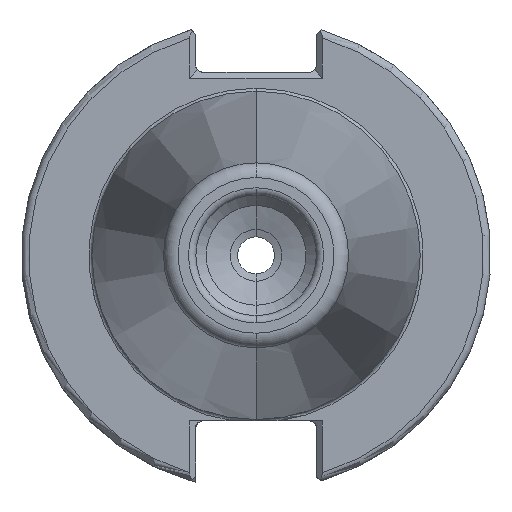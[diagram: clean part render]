
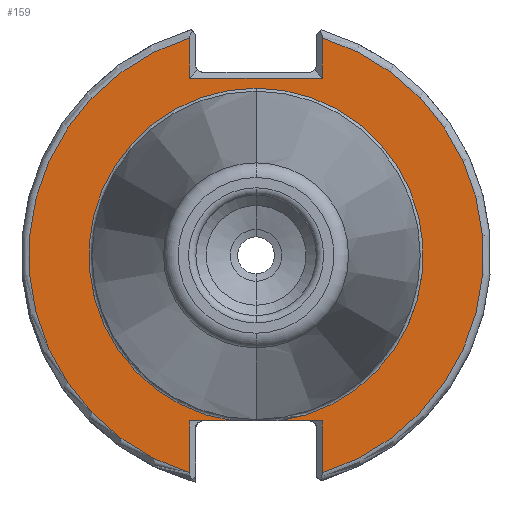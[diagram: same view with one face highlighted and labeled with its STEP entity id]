
A CAD part, left-side view. The second image highlights one B-rep face of the part: STEP entity #159.
In plain terms, the highlighted planar face has unit normal (-1, 0, 0).
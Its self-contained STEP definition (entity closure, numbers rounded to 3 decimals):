
#43 = EDGE_CURVE ( 'NONE', #4116, #123, #2148, .T. ) ;
#123 = VERTEX_POINT ( 'NONE', #4031 ) ;
#159 = ADVANCED_FACE ( 'NONE', ( #1948 ), #3289, .F. ) ;
#161 = ORIENTED_EDGE ( 'NONE', *, *, #2943, .T. ) ;
#175 = EDGE_LOOP ( 'NONE', ( #4014, #3634, #829, #4077, #878, #4488, #4185, #3975, #161, #982, #1633 ) ) ;
#280 = CARTESIAN_POINT ( 'NONE',  ( -76.82, -8.19, -22.41 ) ) ;
#310 = EDGE_CURVE ( 'NONE', #3205, #1534, #1727, .T. ) ;
#315 = AXIS2_PLACEMENT_3D ( 'NONE', #3370, #3356, #3331 ) ;
#390 = VERTEX_POINT ( 'NONE', #655 ) ;
#408 = CARTESIAN_POINT ( 'NONE',  ( -76.82, 0., 24. ) ) ;
#452 = AXIS2_PLACEMENT_3D ( 'NONE', #1876, #1872, #1866 ) ;
#634 = CARTESIAN_POINT ( 'NONE',  ( -76.82, -8.99, 29.433 ) ) ;
#655 = CARTESIAN_POINT ( 'NONE',  ( -76.82, 8.99, -22.41 ) ) ;
#676 = EDGE_CURVE ( 'NONE', #4116, #1310, #1106, .T. ) ;
#689 = CARTESIAN_POINT ( 'NONE',  ( -76.82, -8.99, -29.433 ) ) ;
#758 = EDGE_CURVE ( 'NONE', #4174, #1408, #929, .T. ) ;
#760 = EDGE_CURVE ( 'NONE', #1310, #1124, #935, .T. ) ;
#829 = ORIENTED_EDGE ( 'NONE', *, *, #1837, .T. ) ;
#847 = LINE ( 'NONE', #408, #4507 ) ;
#874 = DIRECTION ( 'NONE',  ( 0., 1., 0. ) ) ;
#878 = ORIENTED_EDGE ( 'NONE', *, *, #760, .F. ) ;
#888 = VECTOR ( 'NONE', #3564, 1000. ) ;
#925 = VECTOR ( 'NONE', #3395, 1000. ) ;
#929 = LINE ( 'NONE', #1426, #925 ) ;
#935 = CIRCLE ( 'NONE', #3537, 22.625 ) ;
#982 = ORIENTED_EDGE ( 'NONE', *, *, #310, .T. ) ;
#1085 = CARTESIAN_POINT ( 'NONE',  ( -76.82, -8.99, 0. ) ) ;
#1106 = CIRCLE ( 'NONE', #1942, 22.625 ) ;
#1107 = DIRECTION ( 'NONE',  ( 0., 0., -1. ) ) ;
#1124 = VERTEX_POINT ( 'NONE', #2855 ) ;
#1310 = VERTEX_POINT ( 'NONE', #1485 ) ;
#1324 = CIRCLE ( 'NONE', #315, 30.775 ) ;
#1408 = VERTEX_POINT ( 'NONE', #3969 ) ;
#1426 = CARTESIAN_POINT ( 'NONE',  ( -76.82, 8.99, 30.701 ) ) ;
#1462 = CARTESIAN_POINT ( 'NONE',  ( -76.82, -8.19, -22.41 ) ) ;
#1485 = CARTESIAN_POINT ( 'NONE',  ( -76.82, 0., 22.625 ) ) ;
#1500 = CARTESIAN_POINT ( 'NONE',  ( -76.82, -8.99, 24. ) ) ;
#1515 = DIRECTION ( 'NONE',  ( 0., -1., 0. ) ) ;
#1534 = VERTEX_POINT ( 'NONE', #1500 ) ;
#1633 = ORIENTED_EDGE ( 'NONE', *, *, #2631, .T. ) ;
#1641 = EDGE_CURVE ( 'NONE', #1408, #3329, #1324, .T. ) ;
#1727 = LINE ( 'NONE', #2654, #1789 ) ;
#1789 = VECTOR ( 'NONE', #2601, 1000. ) ;
#1837 = EDGE_CURVE ( 'NONE', #3329, #390, #2067, .T. ) ;
#1866 = DIRECTION ( 'NONE',  ( 0., 0., -1. ) ) ;
#1872 = DIRECTION ( 'NONE',  ( -1., 0., 0. ) ) ;
#1876 = CARTESIAN_POINT ( 'NONE',  ( -76.82, 0., 0. ) ) ;
#1887 = EDGE_CURVE ( 'NONE', #390, #1124, #4306, .T. ) ;
#1894 = AXIS2_PLACEMENT_3D ( 'NONE', #3325, #3244, #3231 ) ;
#1942 = AXIS2_PLACEMENT_3D ( 'NONE', #3932, #3809, #3759 ) ;
#1948 = FACE_OUTER_BOUND ( 'NONE', #175, .T. ) ;
#2067 = LINE ( 'NONE', #3085, #888 ) ;
#2070 = CARTESIAN_POINT ( 'NONE',  ( -76.82, 8.99, 24. ) ) ;
#2141 = VECTOR ( 'NONE', #1515, 1000. ) ;
#2148 = LINE ( 'NONE', #1462, #2141 ) ;
#2205 = DIRECTION ( 'NONE',  ( 0., -1., 0. ) ) ;
#2320 = LINE ( 'NONE', #1085, #3349 ) ;
#2556 = CARTESIAN_POINT ( 'NONE',  ( -76.82, -3.112, -22.41 ) ) ;
#2601 = DIRECTION ( 'NONE',  ( 0., 0., -1. ) ) ;
#2631 = EDGE_CURVE ( 'NONE', #1534, #4174, #847, .T. ) ;
#2654 = CARTESIAN_POINT ( 'NONE',  ( -76.82, -8.99, 24.8 ) ) ;
#2855 = CARTESIAN_POINT ( 'NONE',  ( -76.82, 3.112, -22.41 ) ) ;
#2943 = EDGE_CURVE ( 'NONE', #4477, #3205, #3149, .T. ) ;
#3085 = CARTESIAN_POINT ( 'NONE',  ( -76.82, 8.99, 0. ) ) ;
#3149 = CIRCLE ( 'NONE', #452, 30.775 ) ;
#3205 = VERTEX_POINT ( 'NONE', #634 ) ;
#3231 = DIRECTION ( 'NONE',  ( 0., 0., -1. ) ) ;
#3244 = DIRECTION ( 'NONE',  ( 1., 0., 0. ) ) ;
#3289 = PLANE ( 'NONE',  #1894 ) ;
#3325 = CARTESIAN_POINT ( 'NONE',  ( -76.82, 0., 0. ) ) ;
#3329 = VERTEX_POINT ( 'NONE', #3450 ) ;
#3331 = DIRECTION ( 'NONE',  ( 0., 0., -1. ) ) ;
#3349 = VECTOR ( 'NONE', #1107, 1000. ) ;
#3356 = DIRECTION ( 'NONE',  ( -1., 0., 0. ) ) ;
#3370 = CARTESIAN_POINT ( 'NONE',  ( -76.82, 0., 0. ) ) ;
#3395 = DIRECTION ( 'NONE',  ( 0., 0., 1. ) ) ;
#3450 = CARTESIAN_POINT ( 'NONE',  ( -76.82, 8.99, -29.433 ) ) ;
#3537 = AXIS2_PLACEMENT_3D ( 'NONE', #4079, #3802, #3783 ) ;
#3564 = DIRECTION ( 'NONE',  ( 0., 0., 1. ) ) ;
#3605 = VECTOR ( 'NONE', #2205, 1000. ) ;
#3634 = ORIENTED_EDGE ( 'NONE', *, *, #1641, .T. ) ;
#3759 = DIRECTION ( 'NONE',  ( 0., 0., 1. ) ) ;
#3783 = DIRECTION ( 'NONE',  ( 0., 0., 1. ) ) ;
#3802 = DIRECTION ( 'NONE',  ( -1., 0., 0. ) ) ;
#3809 = DIRECTION ( 'NONE',  ( -1., 0., 0. ) ) ;
#3932 = CARTESIAN_POINT ( 'NONE',  ( -76.82, 0., 0. ) ) ;
#3969 = CARTESIAN_POINT ( 'NONE',  ( -76.82, 8.99, 29.433 ) ) ;
#3975 = ORIENTED_EDGE ( 'NONE', *, *, #4323, .T. ) ;
#4014 = ORIENTED_EDGE ( 'NONE', *, *, #758, .T. ) ;
#4031 = CARTESIAN_POINT ( 'NONE',  ( -76.82, -8.99, -22.41 ) ) ;
#4077 = ORIENTED_EDGE ( 'NONE', *, *, #1887, .T. ) ;
#4079 = CARTESIAN_POINT ( 'NONE',  ( -76.82, 0., 0. ) ) ;
#4116 = VERTEX_POINT ( 'NONE', #2556 ) ;
#4174 = VERTEX_POINT ( 'NONE', #2070 ) ;
#4185 = ORIENTED_EDGE ( 'NONE', *, *, #43, .T. ) ;
#4306 = LINE ( 'NONE', #280, #3605 ) ;
#4323 = EDGE_CURVE ( 'NONE', #123, #4477, #2320, .T. ) ;
#4477 = VERTEX_POINT ( 'NONE', #689 ) ;
#4488 = ORIENTED_EDGE ( 'NONE', *, *, #676, .F. ) ;
#4507 = VECTOR ( 'NONE', #874, 1000. ) ;
